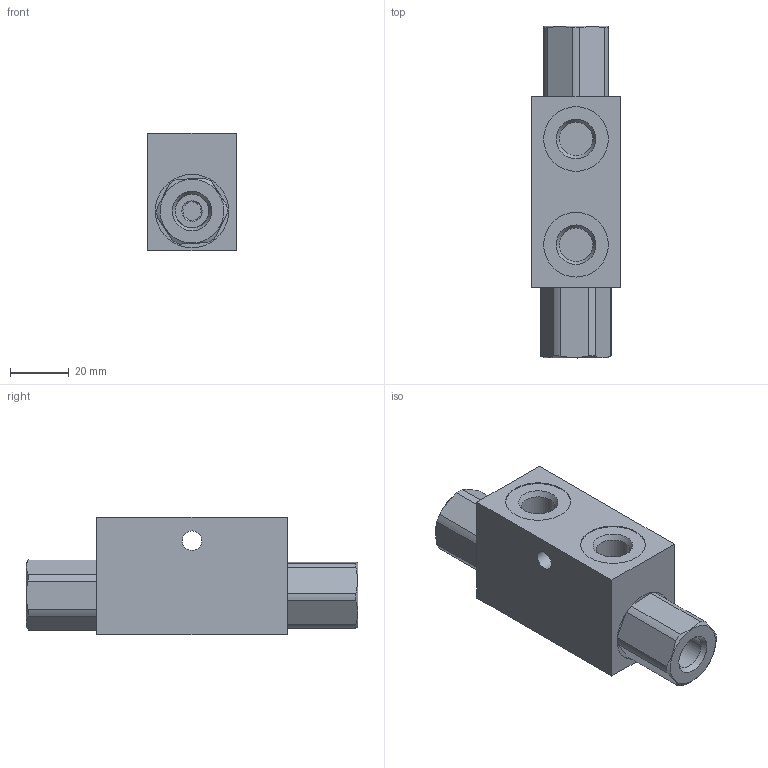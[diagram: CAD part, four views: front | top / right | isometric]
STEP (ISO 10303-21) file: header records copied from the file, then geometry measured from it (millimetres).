
FILE_DESCRIPTION(/* description */ ('Unknown'),/* implementation_level */ '2;1');
FILE_NAME(/* name */ 'V0010',/* time_stamp */ '2021-03-17T09:50:54+01:00',/* author */ ('Unknown'),/* organization */ ('Unknown'),/* preprocessor_version */ 'ST-DEVELOPER v16.7',/* originating_system */ 'DEX',/* authorisation */ $);
FILE_SCHEMA (('AUTOMOTIVE_DESIGN {1 0 10303 214 3 1 1}'));
Length unit declared in the file: millimetre
Products named in the file (1): V0010
Bounding box: 30 x 113 x 40 mm (x, y, z)
Volume: 90370.5 mm3; surface area: 17834.2 mm2
Topology: 1 solids, 1 shells, 100 faces, 259 edges, 173 vertices
Faces by surface type: plane 54, cylinder 38, cone 8
Full cylindrical faces by diameter (mm): 6.647 x2, 11.445 x6, 13.5 x2, 22 x2, 25 x2
Entity records: 3611 total; most frequent: CARTESIAN_POINT 603, DIRECTION 468, ORIENTED_EDGE 446, EDGE_CURVE 223, AXIS2_PLACEMENT_3D 180, VERTEX_POINT 159, EDGE_LOOP 136, FACE_BOUND 136
